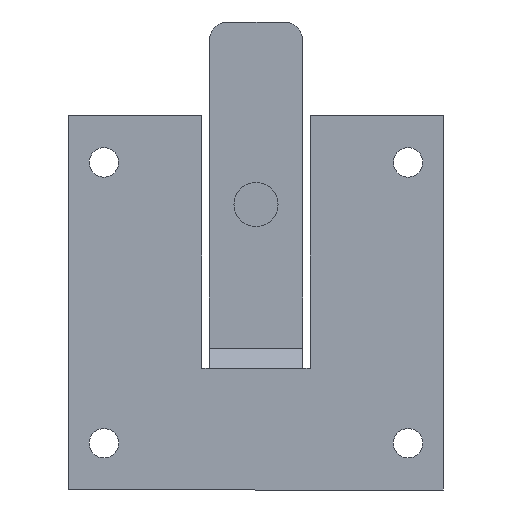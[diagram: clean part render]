
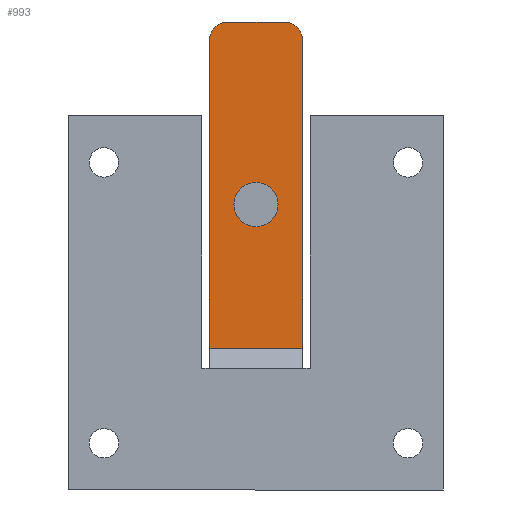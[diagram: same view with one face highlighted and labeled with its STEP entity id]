
A CAD part, front view. The second image highlights one B-rep face of the part: STEP entity #993.
In plain terms, the highlighted planar face has unit normal (0, -1, 0).
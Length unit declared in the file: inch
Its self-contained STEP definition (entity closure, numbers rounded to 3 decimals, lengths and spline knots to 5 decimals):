
#15 = VERTEX_POINT ( 'NONE', #1054 ) ;
#20 = PLANE ( 'NONE',  #34 ) ;
#31 = EDGE_CURVE ( 'NONE', #596, #15, #78, .T. ) ;
#34 = AXIS2_PLACEMENT_3D ( 'NONE', #423, #132, #600 ) ;
#38 = EDGE_CURVE ( 'NONE', #1285, #700, #948, .T. ) ;
#78 = LINE ( 'NONE', #782, #610 ) ;
#119 = DIRECTION ( 'NONE',  ( 0., -1., 0. ) ) ;
#132 = DIRECTION ( 'NONE',  ( 0., 1., 0. ) ) ;
#153 = CARTESIAN_POINT ( 'NONE',  ( 0.15, 0.0625, 1.4 ) ) ;
#165 = CARTESIAN_POINT ( 'NONE',  ( 0., 0.0625, 0.40689 ) ) ;
#177 = DIRECTION ( 'NONE',  ( 0., -1., 0. ) ) ;
#188 = EDGE_CURVE ( 'NONE', #920, #596, #234, .T. ) ;
#221 = EDGE_CURVE ( 'NONE', #1109, #920, #990, .T. ) ;
#227 = AXIS2_PLACEMENT_3D ( 'NONE', #153, #571, #470 ) ;
#234 = LINE ( 'NONE', #323, #419 ) ;
#278 = VERTEX_POINT ( 'NONE', #685 ) ;
#288 = EDGE_CURVE ( 'NONE', #1109, #1106, #702, .T. ) ;
#298 = CARTESIAN_POINT ( 'NONE',  ( 0., 0.0625, 0.525 ) ) ;
#323 = CARTESIAN_POINT ( 'NONE',  ( -0.25, 0.0625, -0.24175 ) ) ;
#367 = AXIS2_PLACEMENT_3D ( 'NONE', #712, #177, #1202 ) ;
#419 = VECTOR ( 'NONE', #1127, 39.37008 ) ;
#423 = CARTESIAN_POINT ( 'NONE',  ( -2.10106, 0.0625, -0.24175 ) ) ;
#441 = CIRCLE ( 'NONE', #227, 0.1 ) ;
#454 = AXIS2_PLACEMENT_3D ( 'NONE', #298, #528, #639 ) ;
#457 = LINE ( 'NONE', #896, #1278 ) ;
#470 = DIRECTION ( 'NONE',  ( 0., 0., 1. ) ) ;
#485 = DIRECTION ( 'NONE',  ( 1., 0., 0. ) ) ;
#528 = DIRECTION ( 'NONE',  ( 0., -1., 0. ) ) ;
#544 = FACE_OUTER_BOUND ( 'NONE', #563, .T. ) ;
#563 = EDGE_LOOP ( 'NONE', ( #917, #1032, #893, #578, #864, #818 ) ) ;
#571 = DIRECTION ( 'NONE',  ( 0., -1., 0. ) ) ;
#578 = ORIENTED_EDGE ( 'NONE', *, *, #221, .T. ) ;
#596 = VERTEX_POINT ( 'NONE', #1129 ) ;
#600 = DIRECTION ( 'NONE',  ( 0., 0., 1. ) ) ;
#610 = VECTOR ( 'NONE', #1299, 39.37008 ) ;
#639 = DIRECTION ( 'NONE',  ( 0., 0., -1. ) ) ;
#673 = CARTESIAN_POINT ( 'NONE',  ( -0.25, 0.0625, 1.4 ) ) ;
#685 = CARTESIAN_POINT ( 'NONE',  ( 0.25, 0.0625, 1.4 ) ) ;
#700 = VERTEX_POINT ( 'NONE', #165 ) ;
#702 = LINE ( 'NONE', #788, #1196 ) ;
#712 = CARTESIAN_POINT ( 'NONE',  ( 0., 0.0625, 0.525 ) ) ;
#722 = EDGE_CURVE ( 'NONE', #15, #278, #457, .T. ) ;
#746 = FACE_BOUND ( 'NONE', #777, .T. ) ;
#764 = CARTESIAN_POINT ( 'NONE',  ( 0.15, 0.0625, 1.5 ) ) ;
#777 = EDGE_LOOP ( 'NONE', ( #1157, #1187 ) ) ;
#782 = CARTESIAN_POINT ( 'NONE',  ( -2.10106, 0.0625, -0.24175 ) ) ;
#788 = CARTESIAN_POINT ( 'NONE',  ( -2.10106, 0.0625, 1.5 ) ) ;
#812 = CARTESIAN_POINT ( 'NONE',  ( 0., 0.0625, 0.64311 ) ) ;
#818 = ORIENTED_EDGE ( 'NONE', *, *, #31, .T. ) ;
#861 = CARTESIAN_POINT ( 'NONE',  ( -0.15, 0.0625, 1.5 ) ) ;
#864 = ORIENTED_EDGE ( 'NONE', *, *, #188, .T. ) ;
#893 = ORIENTED_EDGE ( 'NONE', *, *, #288, .F. ) ;
#896 = CARTESIAN_POINT ( 'NONE',  ( 0.25, 0.0625, -0.24175 ) ) ;
#917 = ORIENTED_EDGE ( 'NONE', *, *, #722, .T. ) ;
#920 = VERTEX_POINT ( 'NONE', #673 ) ;
#936 = EDGE_CURVE ( 'NONE', #278, #1106, #441, .T. ) ;
#948 = CIRCLE ( 'NONE', #367, 0.11811 ) ;
#964 = AXIS2_PLACEMENT_3D ( 'NONE', #1144, #119, #1243 ) ;
#990 = CIRCLE ( 'NONE', #964, 0.1 ) ;
#993 = ADVANCED_FACE ( 'NONE', ( #746, #544 ), #20, .F. ) ;
#1020 = EDGE_CURVE ( 'NONE', #700, #1285, #1072, .T. ) ;
#1032 = ORIENTED_EDGE ( 'NONE', *, *, #936, .T. ) ;
#1054 = CARTESIAN_POINT ( 'NONE',  ( 0.25, 0.0625, -0.24175 ) ) ;
#1072 = CIRCLE ( 'NONE', #454, 0.11811 ) ;
#1106 = VERTEX_POINT ( 'NONE', #764 ) ;
#1109 = VERTEX_POINT ( 'NONE', #861 ) ;
#1127 = DIRECTION ( 'NONE',  ( 0., 0., -1. ) ) ;
#1129 = CARTESIAN_POINT ( 'NONE',  ( -0.25, 0.0625, -0.24175 ) ) ;
#1144 = CARTESIAN_POINT ( 'NONE',  ( -0.15, 0.0625, 1.4 ) ) ;
#1157 = ORIENTED_EDGE ( 'NONE', *, *, #1020, .F. ) ;
#1187 = ORIENTED_EDGE ( 'NONE', *, *, #38, .F. ) ;
#1196 = VECTOR ( 'NONE', #485, 39.37008 ) ;
#1202 = DIRECTION ( 'NONE',  ( 0., 0., -1. ) ) ;
#1243 = DIRECTION ( 'NONE',  ( 0., 0., 1. ) ) ;
#1277 = DIRECTION ( 'NONE',  ( 0., 0., 1. ) ) ;
#1278 = VECTOR ( 'NONE', #1277, 39.37008 ) ;
#1285 = VERTEX_POINT ( 'NONE', #812 ) ;
#1299 = DIRECTION ( 'NONE',  ( 1., 0., 0. ) ) ;
